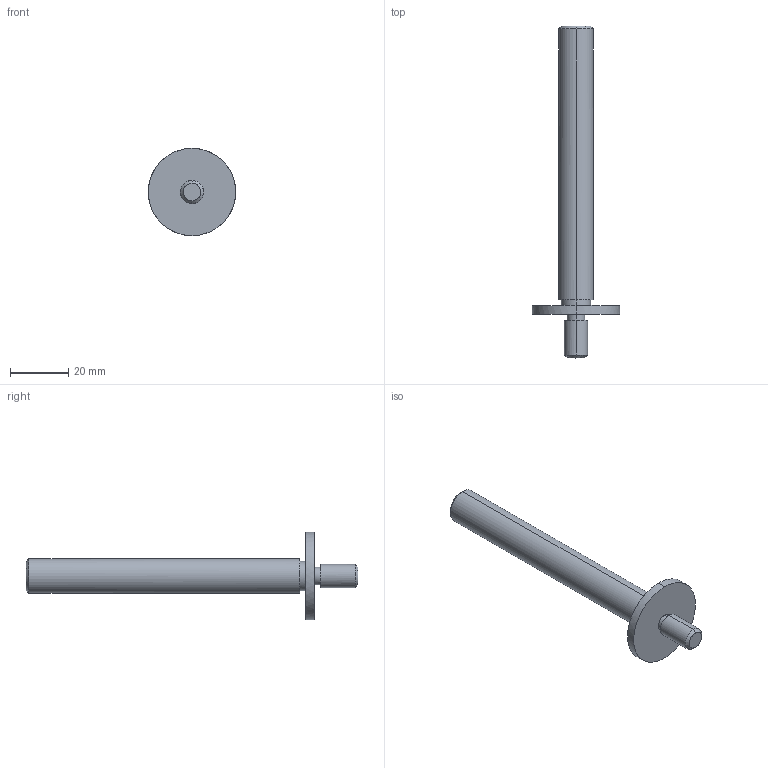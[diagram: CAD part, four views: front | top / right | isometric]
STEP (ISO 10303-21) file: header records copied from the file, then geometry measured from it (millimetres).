
FILE_DESCRIPTION (( 'STEP AP203' ), '1' );
FILE_NAME ('AxePoids_Défaut_sldprt.STEP', '2019-10-29T08:19:49', ( '' ), ( '' ), 'SwSTEP 2.0', 'SolidWorks 2017', '' );
FILE_SCHEMA (( 'CONFIG_CONTROL_DESIGN' ));
Length unit declared in the file: millimetre
Products named in the file (1): AxePoids_Défaut_sldprt
Bounding box: 29.96 x 114 x 30 mm (x, y, z)
Volume: 12840.6 mm3; surface area: 6105.8 mm2
Topology: 1 solids, 1 shells, 24 faces, 48 edges, 29 vertices
Faces by surface type: cylinder 12, cone 6, plane 6
Entity records: 1191 total; most frequent: CARTESIAN_POINT 662, ORIENTED_EDGE 92, DIRECTION 80, EDGE_CURVE 46, AXIS2_PLACEMENT_3D 31, EDGE_LOOP 29, VERTEX_POINT 29, ADVANCED_FACE 24
